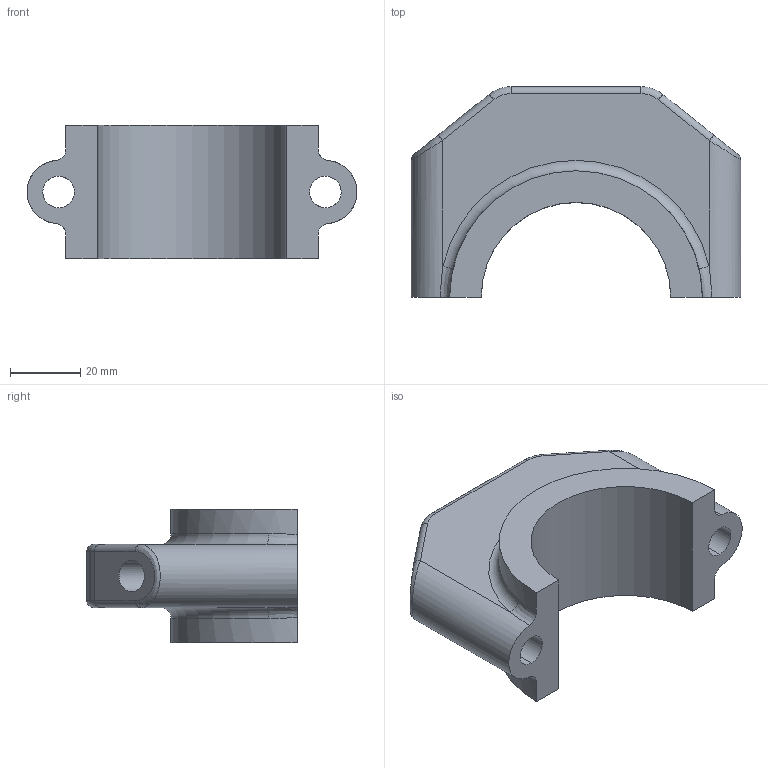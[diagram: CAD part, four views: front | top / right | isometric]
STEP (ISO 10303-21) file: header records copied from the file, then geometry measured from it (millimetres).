
FILE_DESCRIPTION (( 'STEP AP203' ), '1' );
FILE_NAME ('Connecting Rod Cap.STEP', '2023-11-12T17:27:45', ( '' ), ( '' ), 'SwSTEP 2.0', 'SolidWorks 2023', '' );
FILE_SCHEMA (( 'CONFIG_CONTROL_DESIGN' ));
Length unit declared in the file: millimetre
Products named in the file (1): Connecting Rod Cap
Bounding box: 93.97 x 60 x 38 mm (x, y, z)
Volume: 81048.1 mm3; surface area: 19094.9 mm2
Topology: 1 solids, 1 shells, 38 faces, 92 edges, 56 vertices
Faces by surface type: cylinder 17, plane 9, bspline 6, torus 6
Entity records: 1369 total; most frequent: CARTESIAN_POINT 425, ORIENTED_EDGE 184, DIRECTION 184, EDGE_CURVE 92, AXIS2_PLACEMENT_3D 75, VERTEX_POINT 56, CIRCLE 42, EDGE_LOOP 42
